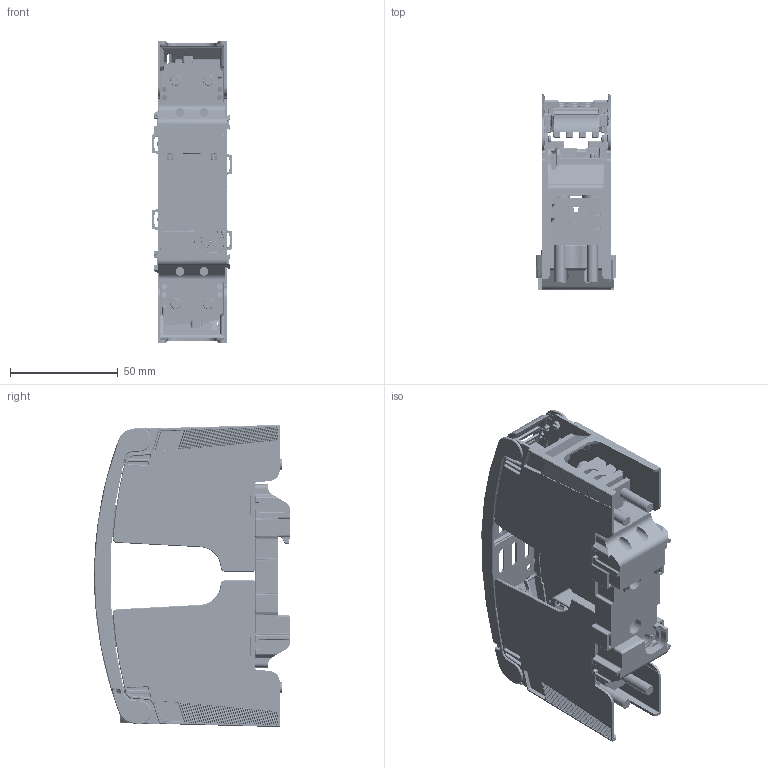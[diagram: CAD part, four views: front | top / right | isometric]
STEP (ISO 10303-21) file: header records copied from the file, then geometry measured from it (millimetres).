
FILE_DESCRIPTION((''),'2;1');
FILE_NAME('004121300_PT00_M8-M8_1P_ASM','2023-10-24T13:55:26',('klemen.sitar'),('Audax d.o.o.'),'CREO PARAMETRIC BY PTC INC, 2021304','CREO PARAMETRIC BY PTC INC, 2021304','');
FILE_SCHEMA(('AP242_MANAGED_MODEL_BASED_3D_ENGINEERING_MIM_LF { 1 0 10303 442 1 1 4 }'));
Products named in the file (23): BASE_V2_1_1_2_1_1; ETI_LOGO_9_9X5_78MM; 0000046567_1_1_2_3_1_1_1; 0000046566_1_1_2_3_1_1_1; 0000046594_1_1_1_1_1; 0000046581_1_1_2_3_1_1_1; 0000046592_1_1_1_1_1; 0000046567_1_1_2_3_1; 0000046566_1_1_2_3_1; 0000046594_1_1_1; 0000046581_1_1_2_3_1; 0000046592_1_1_1; 0000046519_1_1_2_3_4_1_1; 0000046559_1_1_2_3_4_5_6_1_1; 0000031008_AF0_1_1_2_3_4_5_6_1; 0000031008_AF1_1_1_2_3_4_5_6__1; ASM0028_ASM_1_1_ASM; 004121307_PT00_2P00-2P00_1P_ASM; PRT0002; PZP_PT00_ETI_1; ASM9802_ASM_1_ASM; 004129020_PZP_PT_00-1_ASM; 004121300_PT00_M8-M8_1P_ASM
Assembly tree (33 placements, depth 4):
  004121300_PT00_M8-M8_1P_ASM
    BASE_V2_1_1_2_1_1
    ETI_LOGO_9_9X5_78MM
    004121307_PT00_2P00-2P00_1P_ASM
      ASM0028_ASM_1_1_ASM
        0000046567_1_1_2_3_1_1_1  x2
        0000046566_1_1_2_3_1_1_1
        0000046594_1_1_1_1_1
        0000046581_1_1_2_3_1_1_1  x2
        0000046592_1_1_1_1_1  x2
        0000046567_1_1_2_3_1  x2
        0000046566_1_1_2_3_1
        0000046594_1_1_1
        0000046581_1_1_2_3_1  x2
        0000046592_1_1_1  x2
        0000046519_1_1_2_3_4_1_1  x2
        0000046559_1_1_2_3_4_5_6_1_1  x4
        0000031008_AF0_1_1_2_3_4_5_6_1
        0000031008_AF1_1_1_2_3_4_5_6__1
    PRT0002  x2
    004129020_PZP_PT_00-1_ASM
      ASM9802_ASM_1_ASM
        PZP_PT00_ETI_1
Bounding box: 37 x 90.6 x 139.97 mm (x, y, z)
Volume: 61681 mm3; surface area: 104201.2 mm2
Topology: 29 solids, 62 shells, 8235 faces, 21297 edges, 12853 vertices
Faces by surface type: cylinder 2740, plane 2443, bspline 1694, torus 718, cone 400, sphere 204, extrusion 28, revolution 8
Entity records: 316061 total; most frequent: CARTESIAN_POINT 120243, ORIENTED_EDGE 30558, DIRECTION 23875, PRESENTATION_STYLE_ASSIGNMENT 17106, STYLED_ITEM 17106, CURVE_STYLE 15303, EDGE_CURVE 15298, VERTEX_POINT 9301
